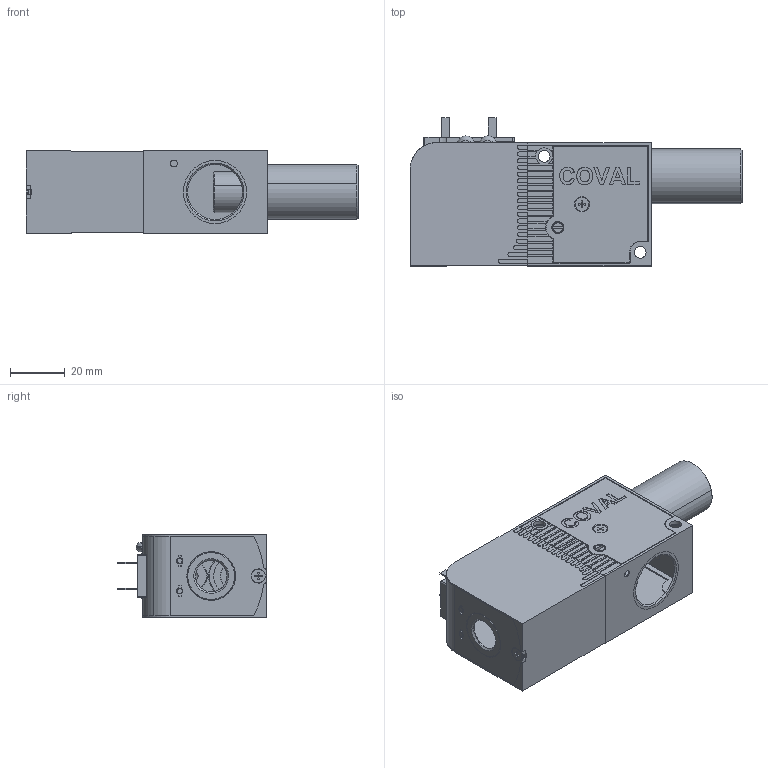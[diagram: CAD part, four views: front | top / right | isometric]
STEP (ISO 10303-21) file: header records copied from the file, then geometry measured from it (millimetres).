
FILE_DESCRIPTION(('STEP AP214'),'1');
FILE_NAME('COVAL_GVPD15N14E1.stp','2017-12-28T08:01:18',('TraceParts'),('TraceParts S.A.'),'Spatial InterOp 3D',' ',' ');
FILE_SCHEMA(('automotive_design'));
Length unit declared in the file: millimetre
Products named in the file (3): COVAL_GVPD15N14E1_1; COVAL_GVPD15N14E1_2; COVAL_GVPD15N14E1_3
Bounding box: 121 x 54 x 30 mm (x, y, z)
Volume: 35476.1 mm3; surface area: 48035.1 mm2
Topology: 48 solids, 52 shells, 2099 faces, 5298 edges, 3328 vertices
Faces by surface type: plane 940, cylinder 516, cone 210, bspline 181, sphere 142, torus 110
Entity records: 100596 total; most frequent: CARTESIAN_POINT 34451, ORIENTED_EDGE 10556, DIRECTION 9734, EDGE_CURVE 5278, AXIS2_PLACEMENT_3D 3465, VERTEX_POINT 3328, LINE 2804, VECTOR 2804
